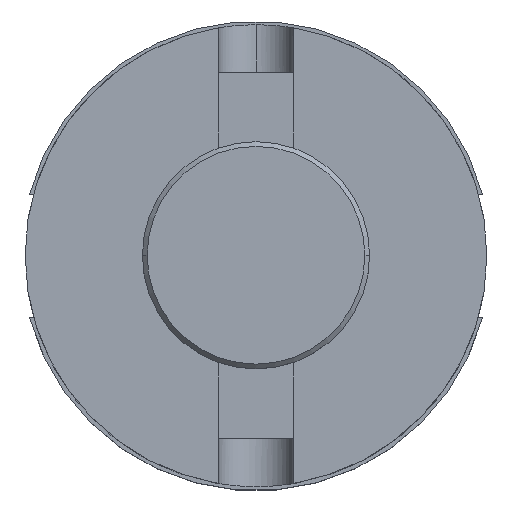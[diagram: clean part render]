
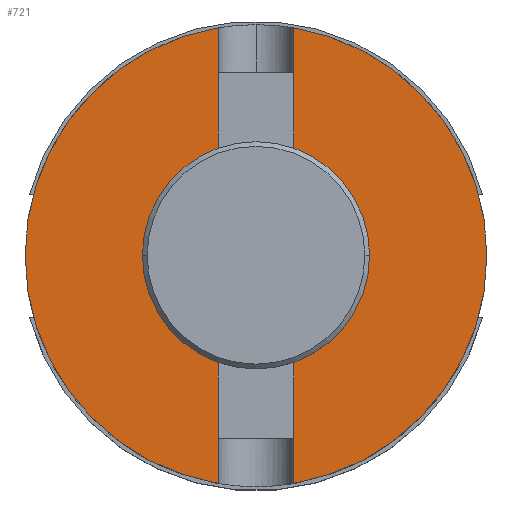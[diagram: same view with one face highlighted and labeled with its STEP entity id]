
A CAD part, top view. The second image highlights one B-rep face of the part: STEP entity #721.
In plain terms, the highlighted planar face has unit normal (0, 0, 1).
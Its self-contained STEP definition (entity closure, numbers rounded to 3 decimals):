
#6 = DIRECTION ( 'NONE',  ( 0., 0., 1. ) ) ;
#9 = DIRECTION ( 'NONE',  ( 0., 0., 1. ) ) ;
#12 = ORIENTED_EDGE ( 'NONE', *, *, #949, .F. ) ;
#74 = ORIENTED_EDGE ( 'NONE', *, *, #1886, .T. ) ;
#88 = CARTESIAN_POINT ( 'NONE',  ( -48.387, 0., 60.96 ) ) ;
#90 = DIRECTION ( 'NONE',  ( 0., -1., 0. ) ) ;
#94 = EDGE_CURVE ( 'NONE', #2056, #499, #570, .T. ) ;
#114 = EDGE_LOOP ( 'NONE', ( #646, #144 ) ) ;
#144 = ORIENTED_EDGE ( 'NONE', *, *, #1391, .F. ) ;
#167 = CARTESIAN_POINT ( 'NONE',  ( -7.937, -22.5, 60.96 ) ) ;
#179 = EDGE_CURVE ( 'NONE', #499, #527, #907, .T. ) ;
#190 = CIRCLE ( 'NONE', #703, 48.387 ) ;
#202 = AXIS2_PLACEMENT_3D ( 'NONE', #2416, #1051, #1686 ) ;
#226 = DIRECTION ( 'NONE',  ( 1., 0., 0. ) ) ;
#248 = LINE ( 'NONE', #861, #2227 ) ;
#283 = FACE_BOUND ( 'NONE', #114, .T. ) ;
#336 = AXIS2_PLACEMENT_3D ( 'NONE', #1898, #563, #1489 ) ;
#348 = ORIENTED_EDGE ( 'NONE', *, *, #1892, .T. ) ;
#384 = DIRECTION ( 'NONE',  ( 1., 0., 0. ) ) ;
#430 = CARTESIAN_POINT ( 'NONE',  ( 7.938, 48.387, 60.96 ) ) ;
#431 = EDGE_CURVE ( 'NONE', #1198, #2056, #2328, .T. ) ;
#497 = CARTESIAN_POINT ( 'NONE',  ( -7.937, -47.732, 60.96 ) ) ;
#499 = VERTEX_POINT ( 'NONE', #1571 ) ;
#527 = VERTEX_POINT ( 'NONE', #2011 ) ;
#542 = CARTESIAN_POINT ( 'NONE',  ( 0., 0., 60.96 ) ) ;
#563 = DIRECTION ( 'NONE',  ( 0., 0., 1. ) ) ;
#570 = LINE ( 'NONE', #1606, #2096 ) ;
#610 = CARTESIAN_POINT ( 'NONE',  ( 7.938, -47.732, 60.96 ) ) ;
#612 = DIRECTION ( 'NONE',  ( -1., 0., 0. ) ) ;
#646 = ORIENTED_EDGE ( 'NONE', *, *, #1926, .F. ) ;
#665 = VERTEX_POINT ( 'NONE', #2210 ) ;
#703 = AXIS2_PLACEMENT_3D ( 'NONE', #991, #9, #1937 ) ;
#721 = ADVANCED_FACE ( 'NONE', ( #283, #782 ), #1951, .T. ) ;
#723 = VERTEX_POINT ( 'NONE', #167 ) ;
#724 = DIRECTION ( 'NONE',  ( 1., 0., 0. ) ) ;
#733 = VERTEX_POINT ( 'NONE', #610 ) ;
#779 = CARTESIAN_POINT ( 'NONE',  ( -7.937, 48.387, 60.96 ) ) ;
#782 = FACE_OUTER_BOUND ( 'NONE', #1961, .T. ) ;
#799 = VECTOR ( 'NONE', #90, 1000. ) ;
#817 = VECTOR ( 'NONE', #1740, 1000. ) ;
#856 = ORIENTED_EDGE ( 'NONE', *, *, #1975, .T. ) ;
#861 = CARTESIAN_POINT ( 'NONE',  ( 0., -22.5, 60.96 ) ) ;
#907 = LINE ( 'NONE', #2173, #1299 ) ;
#918 = ORIENTED_EDGE ( 'NONE', *, *, #953, .F. ) ;
#948 = VERTEX_POINT ( 'NONE', #2317 ) ;
#949 = EDGE_CURVE ( 'NONE', #723, #2421, #1334, .T. ) ;
#953 = EDGE_CURVE ( 'NONE', #733, #1049, #1781, .T. ) ;
#991 = CARTESIAN_POINT ( 'NONE',  ( 0., 0., 60.96 ) ) ;
#1011 = CARTESIAN_POINT ( 'NONE',  ( 0., 0., 60.96 ) ) ;
#1049 = VERTEX_POINT ( 'NONE', #2293 ) ;
#1051 = DIRECTION ( 'NONE',  ( 0., 0., 1. ) ) ;
#1060 = CARTESIAN_POINT ( 'NONE',  ( 7.938, 47.732, 60.96 ) ) ;
#1111 = ORIENTED_EDGE ( 'NONE', *, *, #179, .T. ) ;
#1129 = DIRECTION ( 'NONE',  ( 0., 0., 1. ) ) ;
#1173 = DIRECTION ( 'NONE',  ( 0., 1., 0. ) ) ;
#1198 = VERTEX_POINT ( 'NONE', #1060 ) ;
#1211 = AXIS2_PLACEMENT_3D ( 'NONE', #1011, #2152, #1377 ) ;
#1245 = CIRCLE ( 'NONE', #1211, 48.387 ) ;
#1281 = VECTOR ( 'NONE', #1173, 1000. ) ;
#1299 = VECTOR ( 'NONE', #1798, 1000. ) ;
#1334 = LINE ( 'NONE', #779, #817 ) ;
#1336 = CIRCLE ( 'NONE', #336, 19.05 ) ;
#1377 = DIRECTION ( 'NONE',  ( 1., 0., 0. ) ) ;
#1391 = EDGE_CURVE ( 'NONE', #665, #948, #2403, .T. ) ;
#1422 = CARTESIAN_POINT ( 'NONE',  ( 48.387, 0., 60.96 ) ) ;
#1489 = DIRECTION ( 'NONE',  ( 1., 0., 0. ) ) ;
#1497 = ORIENTED_EDGE ( 'NONE', *, *, #1968, .T. ) ;
#1500 = CARTESIAN_POINT ( 'NONE',  ( 7.938, 22.5, 60.96 ) ) ;
#1571 = CARTESIAN_POINT ( 'NONE',  ( -7.937, 22.5, 60.96 ) ) ;
#1606 = CARTESIAN_POINT ( 'NONE',  ( 0., 22.5, 60.96 ) ) ;
#1617 = ORIENTED_EDGE ( 'NONE', *, *, #94, .T. ) ;
#1686 = DIRECTION ( 'NONE',  ( 1., 0., 0. ) ) ;
#1740 = DIRECTION ( 'NONE',  ( 0., -1., 0. ) ) ;
#1746 = VERTEX_POINT ( 'NONE', #88 ) ;
#1781 = LINE ( 'NONE', #2304, #1281 ) ;
#1798 = DIRECTION ( 'NONE',  ( 0., 1., 0. ) ) ;
#1818 = ORIENTED_EDGE ( 'NONE', *, *, #431, .T. ) ;
#1840 = AXIS2_PLACEMENT_3D ( 'NONE', #2088, #6, #384 ) ;
#1842 = CIRCLE ( 'NONE', #2431, 48.387 ) ;
#1886 = EDGE_CURVE ( 'NONE', #527, #1746, #1842, .T. ) ;
#1892 = EDGE_CURVE ( 'NONE', #2313, #1198, #2283, .T. ) ;
#1898 = CARTESIAN_POINT ( 'NONE',  ( 0., 0., 60.96 ) ) ;
#1910 = DIRECTION ( 'NONE',  ( 0., 0., 1. ) ) ;
#1926 = EDGE_CURVE ( 'NONE', #948, #665, #1336, .T. ) ;
#1937 = DIRECTION ( 'NONE',  ( 1., 0., 0. ) ) ;
#1951 = PLANE ( 'NONE',  #1840 ) ;
#1961 = EDGE_LOOP ( 'NONE', ( #1617, #1111, #74, #2052, #12, #1497, #918, #856, #348, #1818 ) ) ;
#1968 = EDGE_CURVE ( 'NONE', #723, #1049, #248, .T. ) ;
#1975 = EDGE_CURVE ( 'NONE', #733, #2313, #190, .T. ) ;
#2011 = CARTESIAN_POINT ( 'NONE',  ( -7.937, 47.732, 60.96 ) ) ;
#2052 = ORIENTED_EDGE ( 'NONE', *, *, #2267, .T. ) ;
#2056 = VERTEX_POINT ( 'NONE', #1500 ) ;
#2088 = CARTESIAN_POINT ( 'NONE',  ( 0., 48.387, 60.96 ) ) ;
#2096 = VECTOR ( 'NONE', #612, 1000. ) ;
#2143 = CARTESIAN_POINT ( 'NONE',  ( 0., 0., 60.96 ) ) ;
#2152 = DIRECTION ( 'NONE',  ( 0., 0., 1. ) ) ;
#2173 = CARTESIAN_POINT ( 'NONE',  ( -7.937, 48.387, 60.96 ) ) ;
#2210 = CARTESIAN_POINT ( 'NONE',  ( -19.05, 0., 60.96 ) ) ;
#2227 = VECTOR ( 'NONE', #226, 1000. ) ;
#2267 = EDGE_CURVE ( 'NONE', #1746, #2421, #1245, .T. ) ;
#2278 = DIRECTION ( 'NONE',  ( 1., 0., 0. ) ) ;
#2283 = CIRCLE ( 'NONE', #202, 48.387 ) ;
#2293 = CARTESIAN_POINT ( 'NONE',  ( 7.938, -22.5, 60.96 ) ) ;
#2304 = CARTESIAN_POINT ( 'NONE',  ( 7.938, 48.387, 60.96 ) ) ;
#2313 = VERTEX_POINT ( 'NONE', #1422 ) ;
#2317 = CARTESIAN_POINT ( 'NONE',  ( 19.05, 0., 60.96 ) ) ;
#2328 = LINE ( 'NONE', #430, #799 ) ;
#2398 = AXIS2_PLACEMENT_3D ( 'NONE', #2143, #1910, #2278 ) ;
#2403 = CIRCLE ( 'NONE', #2398, 19.05 ) ;
#2416 = CARTESIAN_POINT ( 'NONE',  ( 0., 0., 60.96 ) ) ;
#2421 = VERTEX_POINT ( 'NONE', #497 ) ;
#2431 = AXIS2_PLACEMENT_3D ( 'NONE', #542, #1129, #724 ) ;
